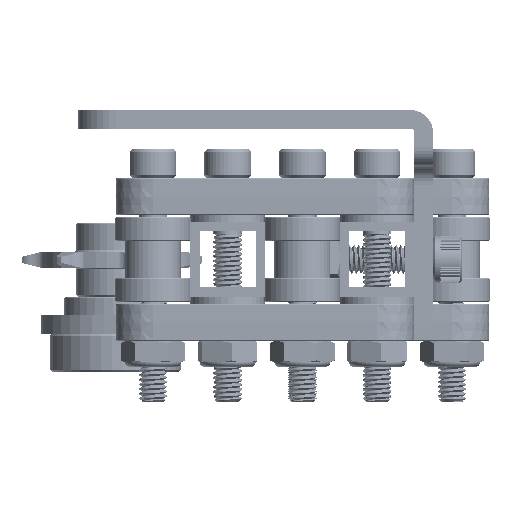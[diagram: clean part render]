
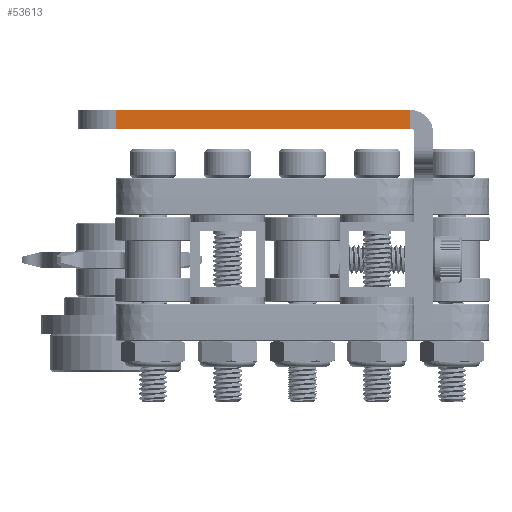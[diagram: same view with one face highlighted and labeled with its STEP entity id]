
A CAD part, left-side view. The second image highlights one B-rep face of the part: STEP entity #53613.
In plain terms, the highlighted face is planar.
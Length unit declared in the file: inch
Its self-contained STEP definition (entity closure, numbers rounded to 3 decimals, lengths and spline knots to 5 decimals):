
#48 = ORIENTED_EDGE ( 'NONE', *, *, #1874, .T. ) ;
#496 = VECTOR ( 'NONE', #21030, 39.37008 ) ;
#498 = CARTESIAN_POINT ( 'NONE',  ( 2.25, 0.25, 0. ) ) ;
#561 = VERTEX_POINT ( 'NONE', #30287 ) ;
#1874 = EDGE_CURVE ( 'NONE', #15605, #561, #79074, .T. ) ;
#4602 = ORIENTED_EDGE ( 'NONE', *, *, #19471, .T. ) ;
#4728 = DIRECTION ( 'NONE',  ( 1., 0., 0. ) ) ;
#9940 = CARTESIAN_POINT ( 'NONE',  ( 2.25, 0., -0.125 ) ) ;
#9964 = EDGE_CURVE ( 'NONE', #46904, #15605, #22235, .T. ) ;
#10433 = PLANE ( 'NONE',  #50195 ) ;
#13020 = VECTOR ( 'NONE', #70509, 39.37008 ) ;
#15605 = VERTEX_POINT ( 'NONE', #61785 ) ;
#19471 = EDGE_CURVE ( 'NONE', #561, #41292, #62915, .T. ) ;
#21030 = DIRECTION ( 'NONE',  ( 0., 0., -1. ) ) ;
#22235 = LINE ( 'NONE', #34416, #496 ) ;
#23953 = VECTOR ( 'NONE', #55051, 39.37008 ) ;
#23991 = CARTESIAN_POINT ( 'NONE',  ( 2.25, 0., 0. ) ) ;
#26029 = CARTESIAN_POINT ( 'NONE',  ( 2.25, -1.971, 0. ) ) ;
#28289 = EDGE_CURVE ( 'NONE', #46904, #41292, #80187, .T. ) ;
#30287 = CARTESIAN_POINT ( 'NONE',  ( 2.25, 0., -0.125 ) ) ;
#30310 = CARTESIAN_POINT ( 'NONE',  ( 2.25, 0.25, -0.125 ) ) ;
#30339 = FACE_OUTER_BOUND ( 'NONE', #78835, .T. ) ;
#34416 = CARTESIAN_POINT ( 'NONE',  ( 2.25, -1.971, 0. ) ) ;
#38658 = ORIENTED_EDGE ( 'NONE', *, *, #9964, .T. ) ;
#41292 = VERTEX_POINT ( 'NONE', #23991 ) ;
#42898 = DIRECTION ( 'NONE',  ( 0., 1., 0. ) ) ;
#44363 = VECTOR ( 'NONE', #50081, 39.37008 ) ;
#46904 = VERTEX_POINT ( 'NONE', #26029 ) ;
#50081 = DIRECTION ( 'NONE',  ( 0., 1., 0. ) ) ;
#50195 = AXIS2_PLACEMENT_3D ( 'NONE', #54289, #4728, #42898 ) ;
#52135 = ORIENTED_EDGE ( 'NONE', *, *, #28289, .F. ) ;
#53613 = ADVANCED_FACE ( 'NONE', ( #30339 ), #10433, .T. ) ;
#54289 = CARTESIAN_POINT ( 'NONE',  ( 2.25, 0.25, -0.125 ) ) ;
#55051 = DIRECTION ( 'NONE',  ( 0., 1., 0. ) ) ;
#61785 = CARTESIAN_POINT ( 'NONE',  ( 2.25, -1.971, -0.125 ) ) ;
#62915 = LINE ( 'NONE', #9940, #13020 ) ;
#70509 = DIRECTION ( 'NONE',  ( 0., 0., 1. ) ) ;
#78835 = EDGE_LOOP ( 'NONE', ( #52135, #38658, #48, #4602 ) ) ;
#79074 = LINE ( 'NONE', #30310, #23953 ) ;
#80187 = LINE ( 'NONE', #498, #44363 ) ;
